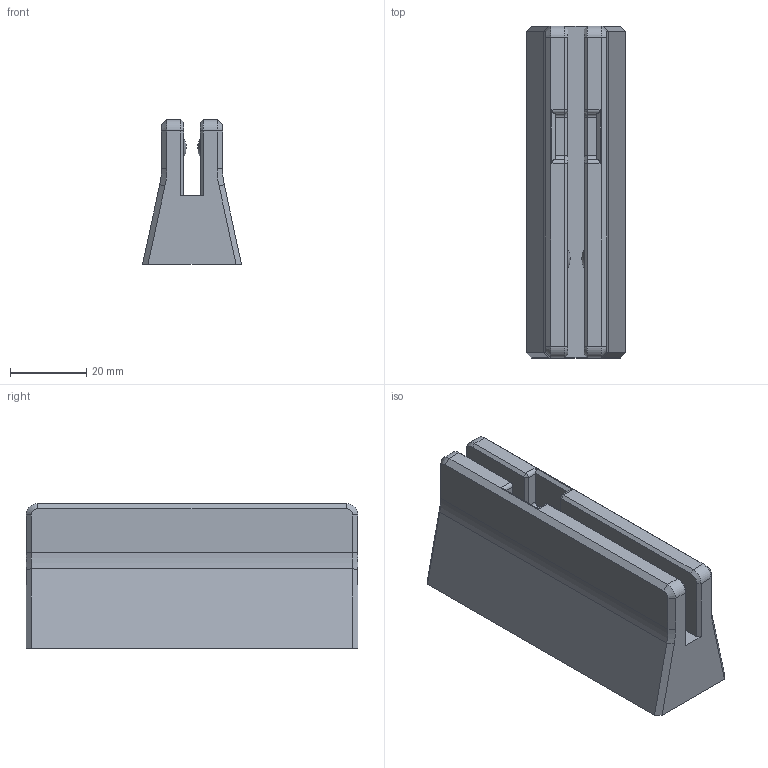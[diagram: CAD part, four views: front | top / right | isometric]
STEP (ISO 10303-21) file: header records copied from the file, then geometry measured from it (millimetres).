
FILE_DESCRIPTION(('FreeCAD Model'),'2;1');
FILE_NAME('Open CASCADE Shape Model','2025-02-24T13:06:35',(''),(''), 'Open CASCADE STEP processor 7.8','FreeCAD','Unknown');
FILE_SCHEMA(('AUTOMOTIVE_DESIGN { 1 0 10303 214 1 1 1 1 }'));
Length unit declared in the file: millimetre
Products named in the file (1): Body
Bounding box: 26 x 87 x 38 mm (x, y, z)
Volume: 54276.6 mm3; surface area: 14791.8 mm2
Topology: 1 solids, 1 shells, 82 faces, 200 edges, 120 vertices
Faces by surface type: plane 46, cone 20, cylinder 14, sphere 2
Entity records: 2372 total; most frequent: DIRECTION 420, CARTESIAN_POINT 401, ORIENTED_EDGE 396, EDGE_CURVE 198, LINE 142, VECTOR 142, AXIS2_PLACEMENT_3D 139, VERTEX_POINT 120
